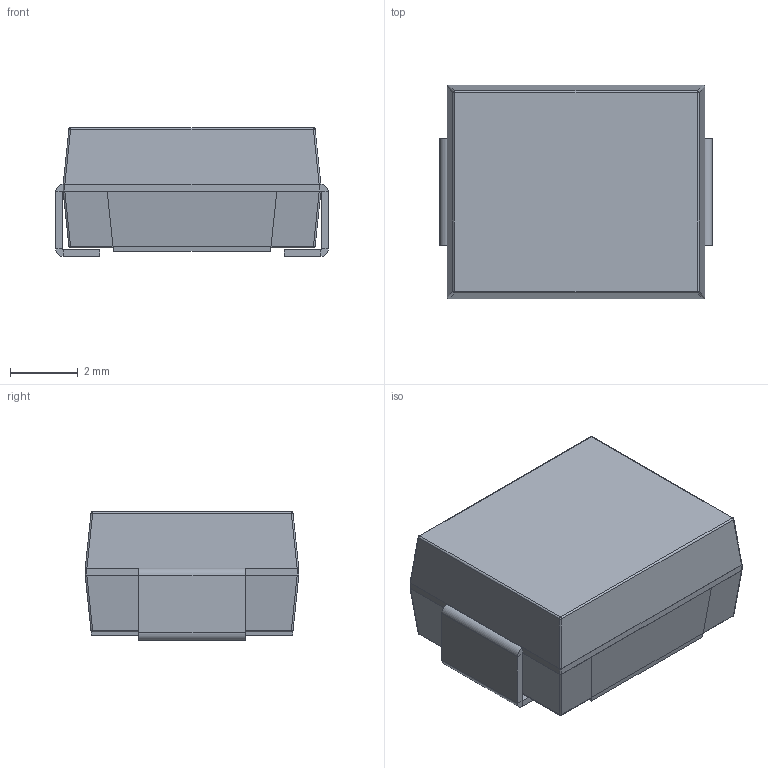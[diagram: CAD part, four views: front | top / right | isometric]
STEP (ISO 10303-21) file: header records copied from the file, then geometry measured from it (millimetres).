
FILE_DESCRIPTION(('Open CASCADE Model'),'2;1');
FILE_NAME('Open CASCADE Shape Model','2017-06-15T10:05:58',('Author'),( 'Open CASCADE'),'Open CASCADE STEP processor 6.8','Open CASCADE 6.8' ,'Unknown');
FILE_SCHEMA(('AUTOMOTIVE_DESIGN_CC2 { 1 2 10303 214 -1 1 5 4 }'));
Length unit declared in the file: millimetre
Products named in the file (4): CAPMP7461X38N.step; Body; Open CASCADE STEP translator 6.8 10.1.1; Lead
Assembly tree (4 placements, depth 3):
  CAPMP7461X38N.step
    Body
      Open CASCADE STEP translator 6.8 10.1.1
    Lead  x2
Bounding box: 8.04 x 6.3 x 3.8 mm (x, y, z)
Volume: 170 mm3; surface area: 243 mm2
Topology: 3 solids, 3 shells, 122 faces, 252 edges, 128 vertices
Faces by surface type: plane 68, cylinder 38, sphere 8, bspline 8
Entity records: 6338 total; most frequent: CARTESIAN_POINT 2251, DIRECTION 720, LINE 434, VECTOR 434, ORIENTED_EDGE 400, PCURVE 400, DEFINITIONAL_REPRESENTATION 400, EDGE_CURVE 200
